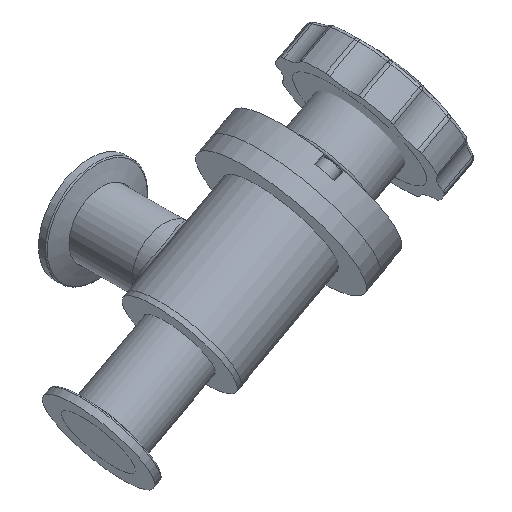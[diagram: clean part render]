
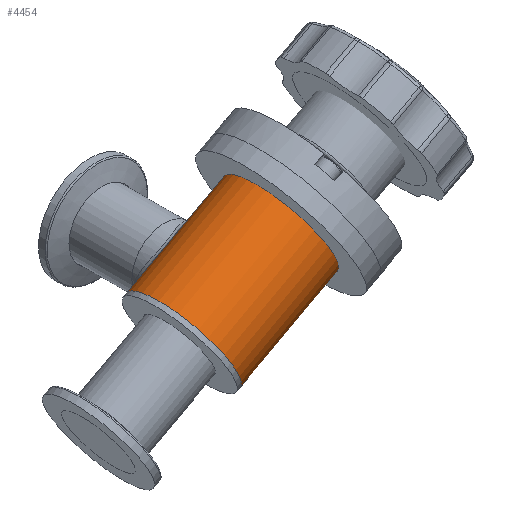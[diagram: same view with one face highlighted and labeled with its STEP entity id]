
A CAD part, isometric view. The second image highlights one B-rep face of the part: STEP entity #4454.
In plain terms, the highlighted cylindrical face has radius 20.5 mm (diameter 41 mm), a full revolution.
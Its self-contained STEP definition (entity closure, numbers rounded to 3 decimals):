
#52 = CIRCLE ( 'NONE', #4638, 20.5 ) ;
#141 = VERTEX_POINT ( 'NONE', #816 ) ;
#268 = VERTEX_POINT ( 'NONE', #465 ) ;
#334 = DIRECTION ( 'NONE',  ( 0.474, 0., -0.881 ) ) ;
#465 = CARTESIAN_POINT ( 'NONE',  ( -13.65, -8.054, -43.647 ) ) ;
#589 = EDGE_LOOP ( 'NONE', ( #4477 ) ) ;
#816 = CARTESIAN_POINT ( 'NONE',  ( 27.024, -8.054, -21.779 ) ) ;
#983 = DIRECTION ( 'NONE',  ( 0.474, 0., -0.881 ) ) ;
#1174 = DIRECTION ( 'NONE',  ( 0.881, 0., 0.474 ) ) ;
#1395 = ORIENTED_EDGE ( 'NONE', *, *, #3092, .T. ) ;
#1569 = EDGE_CURVE ( 'NONE', #141, #141, #4852, .T. ) ;
#1998 = CYLINDRICAL_SURFACE ( 'NONE', #2638, 20.5 ) ;
#2237 = DIRECTION ( 'NONE',  ( -0.881, 0., -0.474 ) ) ;
#2508 = EDGE_LOOP ( 'NONE', ( #1395 ) ) ;
#2638 = AXIS2_PLACEMENT_3D ( 'NONE', #2777, #1174, #334 ) ;
#2777 = CARTESIAN_POINT ( 'NONE',  ( -3.02, -8.054, -14.657 ) ) ;
#3039 = DIRECTION ( 'NONE',  ( 0.881, 0., 0.474 ) ) ;
#3092 = EDGE_CURVE ( 'NONE', #268, #268, #52, .T. ) ;
#3425 = CARTESIAN_POINT ( 'NONE',  ( -23.357, -8.054, -25.591 ) ) ;
#3436 = DIRECTION ( 'NONE',  ( 0.474, 0., -0.881 ) ) ;
#4114 = FACE_OUTER_BOUND ( 'NONE', #2508, .T. ) ;
#4296 = CARTESIAN_POINT ( 'NONE',  ( 17.317, -8.054, -3.723 ) ) ;
#4312 = FACE_OUTER_BOUND ( 'NONE', #589, .T. ) ;
#4454 = ADVANCED_FACE ( 'NONE', ( #4312, #4114 ), #1998, .T. ) ;
#4477 = ORIENTED_EDGE ( 'NONE', *, *, #1569, .T. ) ;
#4638 = AXIS2_PLACEMENT_3D ( 'NONE', #3425, #3039, #983 ) ;
#4852 = CIRCLE ( 'NONE', #5328, 20.5 ) ;
#5328 = AXIS2_PLACEMENT_3D ( 'NONE', #4296, #2237, #3436 ) ;
